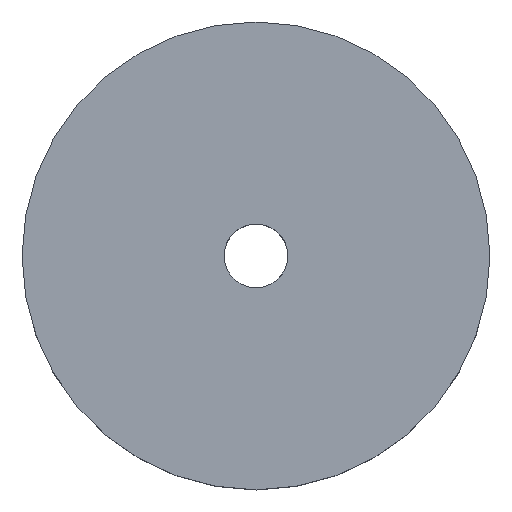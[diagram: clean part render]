
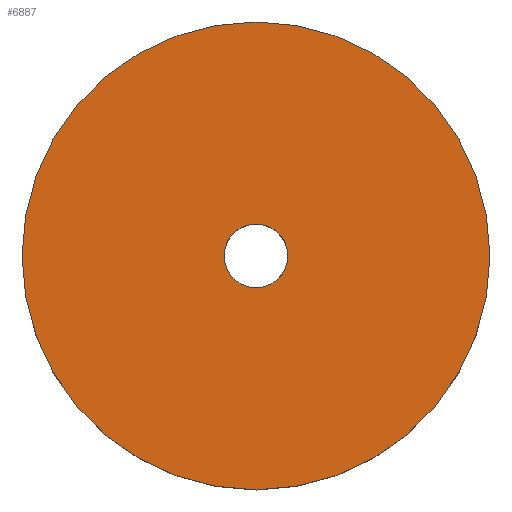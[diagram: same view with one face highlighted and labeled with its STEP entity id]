
A CAD part, top view. The second image highlights one B-rep face of the part: STEP entity #6887.
In plain terms, the highlighted planar face has unit normal (0, 0, 1).
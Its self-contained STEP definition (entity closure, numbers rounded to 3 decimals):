
#22=FACE_BOUND('',#1165,.T.);
#27=PLANE('',#7652);
#396=CIRCLE('',#7648,22.);
#397=CIRCLE('',#7650,3.);
#780=FACE_OUTER_BOUND('',#1164,.T.);
#1164=EDGE_LOOP('',(#4677));
#1165=EDGE_LOOP('',(#4678));
#2714=VERTEX_POINT('',#12048);
#2715=VERTEX_POINT('',#12052);
#3487=EDGE_CURVE('',#2714,#2714,#396,.T.);
#3489=EDGE_CURVE('',#2715,#2715,#397,.T.);
#4677=ORIENTED_EDGE('',*,*,#3487,.T.);
#4678=ORIENTED_EDGE('',*,*,#3489,.T.);
#6887=ADVANCED_FACE('',(#780,#22),#27,.T.);
#7648=AXIS2_PLACEMENT_3D('',#12049,#9161,#9162);
#7650=AXIS2_PLACEMENT_3D('',#12053,#9166,#9167);
#7652=AXIS2_PLACEMENT_3D('',#12058,#9172,#9173);
#9161=DIRECTION('center_axis',(0.,0.,1.));
#9162=DIRECTION('ref_axis',(1.,0.,0.));
#9166=DIRECTION('center_axis',(0.,0.,-1.));
#9167=DIRECTION('ref_axis',(-1.,0.,0.));
#9172=DIRECTION('center_axis',(0.,0.,1.));
#9173=DIRECTION('ref_axis',(1.,0.,0.));
#12048=CARTESIAN_POINT('',(-22.,0.,8.5));
#12049=CARTESIAN_POINT('Origin',(0.,0.,8.5));
#12052=CARTESIAN_POINT('',(3.,0.,8.5));
#12053=CARTESIAN_POINT('Origin',(0.,0.,8.5));
#12058=CARTESIAN_POINT('Origin',(0.,0.,8.5));
